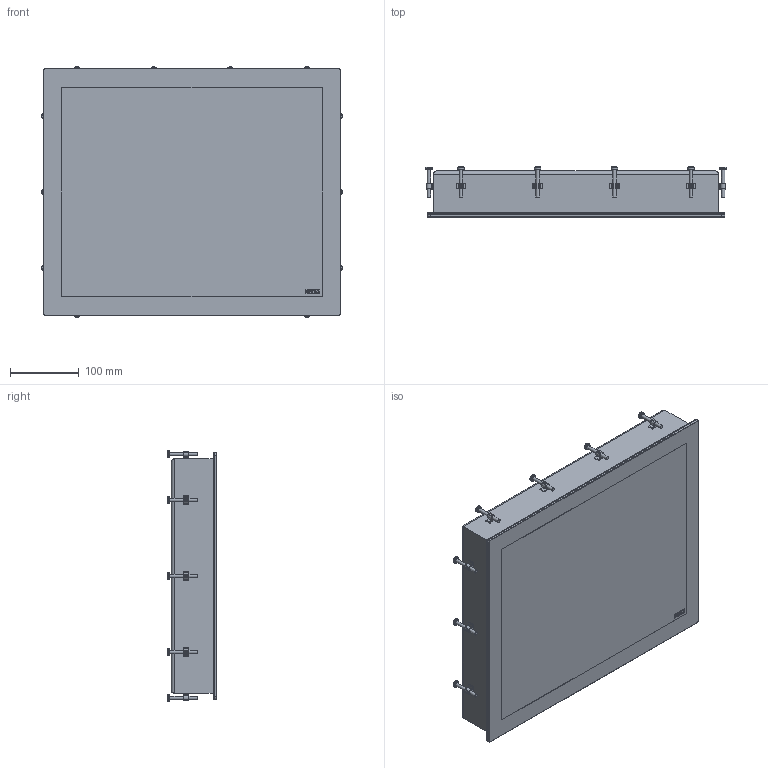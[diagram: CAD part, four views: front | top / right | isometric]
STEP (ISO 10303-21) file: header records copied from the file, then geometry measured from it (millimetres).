
FILE_DESCRIPTION( ( 'Unknown' ), '1' );
FILE_NAME( 'N190KG 3d.stp', 'Unknown', ( 'Unknown' ), ( 'Unknown' ), 'PSStep 16.0.42', 'Unknown', ' ' );
FILE_SCHEMA( ( 'AUTOMOTIVE_DESIGN { 1 0 10303 214 1 1 1 1 }' ) );
Length unit declared in the file: millimetre
Products named in the file (3): Assem1; 0901124asm; N190K(G)E 3d-model
Assembly tree (13 placements, depth 2):
  Assem1
    0901124asm  x12
    N190K(G)E 3d-model
Bounding box: 437.6 x 72.2 x 364.2 mm (x, y, z)
Volume: 9062076.4 mm3; surface area: 429775 mm2
Topology: 13 solids, 21 shells, 1396 faces, 3682 edges, 2424 vertices
Faces by surface type: plane 889, cylinder 357, extrusion 118, torus 24, cone 8
Full cylindrical faces by diameter (mm): 2 x8, 5 x12, 9.5 x12
Entity records: 24138 total; most frequent: CARTESIAN_POINT 7998, ORIENTED_EDGE 2630, DIRECTION 1770, EDGE_CURVE 1315, VERTEX_POINT 882, B_SPLINE_CURVE_WITH_KNOTS 780, VECTOR 662, EDGE_LOOP 645
